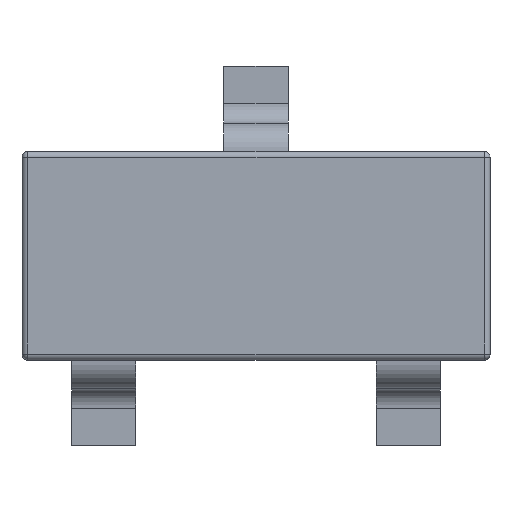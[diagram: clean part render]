
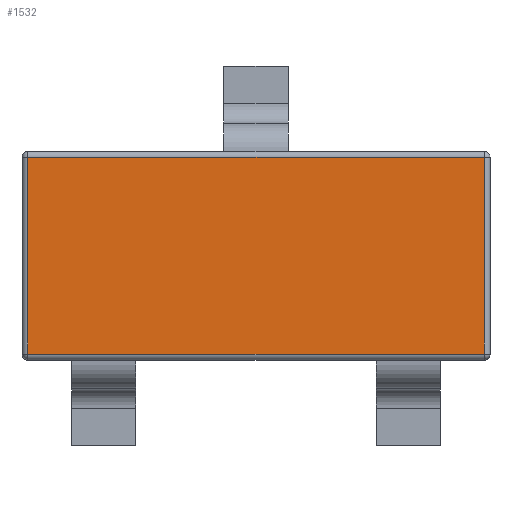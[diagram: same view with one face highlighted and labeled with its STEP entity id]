
A CAD part, top view. The second image highlights one B-rep face of the part: STEP entity #1532.
In plain terms, the highlighted planar face has unit normal (0, 0, 1).
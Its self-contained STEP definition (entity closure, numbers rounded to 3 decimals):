
#1493 = CARTESIAN_POINT ( 'NONE',  ( -1.424, 0.614, 1.12 ) ) ;
#1494 = VERTEX_POINT ( 'NONE', #1493 ) ;
#1495 = CARTESIAN_POINT ( 'NONE',  ( -1.424, -0.614, 1.12 ) ) ;
#1496 = VERTEX_POINT ( 'NONE', #1495 ) ;
#1497 = CARTESIAN_POINT ( 'NONE',  ( -1.424, 0., 1.12 ) ) ;
#1498 = DIRECTION ( 'NONE',  ( 0., -1., 0. ) ) ;
#1499 = VECTOR ( 'NONE', #1498, 1000. ) ;
#1500 = LINE ( 'NONE', #1497, #1499 ) ;
#1501 = EDGE_CURVE ( 'NONE', #1494, #1496, #1500, .T. ) ;
#1502 = ORIENTED_EDGE ( 'NONE', *, *, #1501, .T. ) ;
#1503 = CARTESIAN_POINT ( 'NONE',  ( 1.424, -0.614, 1.12 ) ) ;
#1504 = VERTEX_POINT ( 'NONE', #1503 ) ;
#1505 = CARTESIAN_POINT ( 'NONE',  ( 0., -0.614, 1.12 ) ) ;
#1506 = DIRECTION ( 'NONE',  ( 1., 0., 0. ) ) ;
#1507 = VECTOR ( 'NONE', #1506, 1000. ) ;
#1508 = LINE ( 'NONE', #1505, #1507 ) ;
#1509 = EDGE_CURVE ( 'NONE', #1496, #1504, #1508, .T. ) ;
#1510 = ORIENTED_EDGE ( 'NONE', *, *, #1509, .T. ) ;
#1511 = CARTESIAN_POINT ( 'NONE',  ( 1.424, 0.614, 1.12 ) ) ;
#1512 = VERTEX_POINT ( 'NONE', #1511 ) ;
#1513 = CARTESIAN_POINT ( 'NONE',  ( 1.424, 0., 1.12 ) ) ;
#1514 = DIRECTION ( 'NONE',  ( 0., 1., 0. ) ) ;
#1515 = VECTOR ( 'NONE', #1514, 1000. ) ;
#1516 = LINE ( 'NONE', #1513, #1515 ) ;
#1517 = EDGE_CURVE ( 'NONE', #1504, #1512, #1516, .T. ) ;
#1518 = ORIENTED_EDGE ( 'NONE', *, *, #1517, .T. ) ;
#1519 = CARTESIAN_POINT ( 'NONE',  ( 0., 0.614, 1.12 ) ) ;
#1520 = DIRECTION ( 'NONE',  ( -1., 0., 0. ) ) ;
#1521 = VECTOR ( 'NONE', #1520, 1000. ) ;
#1522 = LINE ( 'NONE', #1519, #1521 ) ;
#1523 = EDGE_CURVE ( 'NONE', #1512, #1494, #1522, .T. ) ;
#1524 = ORIENTED_EDGE ( 'NONE', *, *, #1523, .T. ) ;
#1525 = EDGE_LOOP ( 'NONE', ( #1502, #1510, #1518, #1524 ) ) ;
#1526 = FACE_OUTER_BOUND ( 'NONE', #1525, .T. ) ;
#1527 = CARTESIAN_POINT ( 'NONE',  ( 0., 0., 1.12 ) ) ;
#1528 = DIRECTION ( 'NONE',  ( 0., 0., -1. ) ) ;
#1529 = DIRECTION ( 'NONE',  ( 0., 1., 0. ) ) ;
#1530 = AXIS2_PLACEMENT_3D ( 'NONE', #1527, #1528, #1529 ) ;
#1531 = PLANE ( 'NONE', #1530 ) ;
#1532 = ADVANCED_FACE ( 'NONE', ( #1526 ), #1531, .F. ) ;
